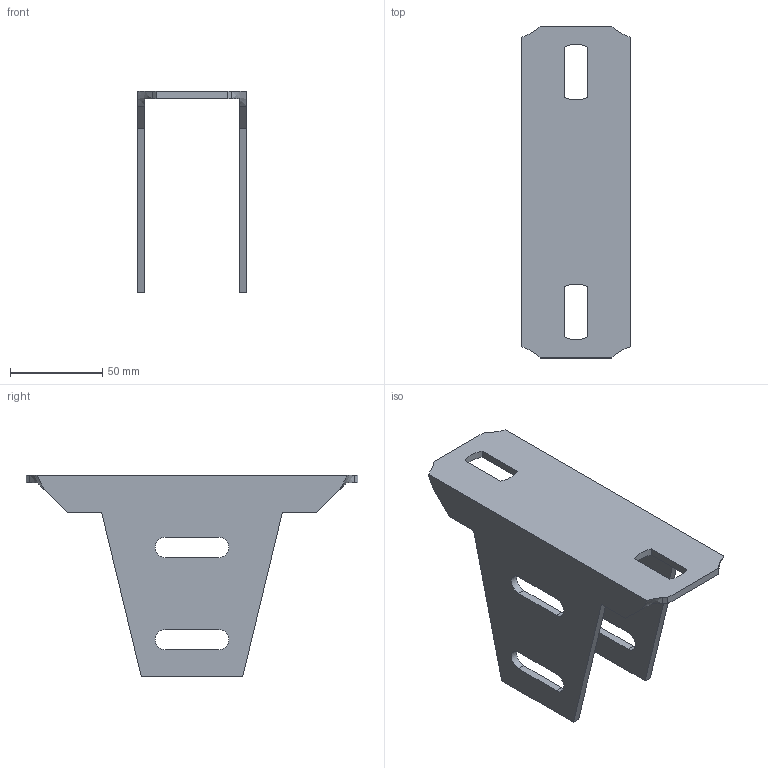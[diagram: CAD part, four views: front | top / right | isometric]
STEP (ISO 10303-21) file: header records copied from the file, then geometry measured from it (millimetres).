
FILE_DESCRIPTION((''),'2;1');
FILE_NAME('KTS_02_002-023','2013-03-12T',('AndreasKeweloh'),(''),'PRO/ENGINEER BY PARAMETRIC TECHNOLOGY CORPORATION, 2012360','PRO/ENGINEER BY PARAMETRIC TECHNOLOGY CORPORATION, 2012360','');
FILE_SCHEMA(('CONFIG_CONTROL_DESIGN'));
Length unit declared in the file: millimetre
Products named in the file (1): KTS_02_002-023
Bounding box: 59 x 180 x 109.04 mm (x, y, z)
Volume: 106032.3 mm3; surface area: 58222.2 mm2
Topology: 1 solids, 1 shells, 54 faces, 156 edges, 104 vertices
Faces by surface type: plane 38, cylinder 12, bspline 4
Entity records: 2013 total; most frequent: CARTESIAN_POINT 545, ORIENTED_EDGE 312, DIRECTION 264, EDGE_CURVE 156, VECTOR 116, LINE 116, VERTEX_POINT 104, AXIS2_PLACEMENT_3D 74
